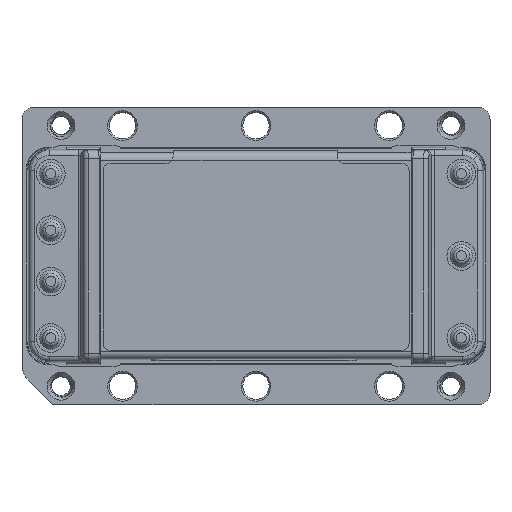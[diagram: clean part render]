
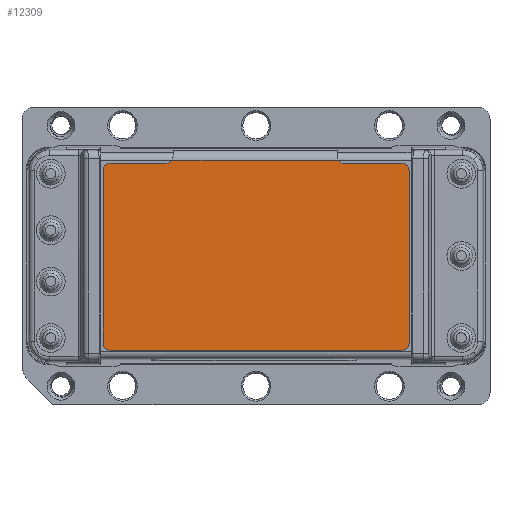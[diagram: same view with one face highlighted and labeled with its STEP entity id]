
A CAD part, top view. The second image highlights one B-rep face of the part: STEP entity #12309.
In plain terms, the highlighted planar face has unit normal (0, 0, 1).
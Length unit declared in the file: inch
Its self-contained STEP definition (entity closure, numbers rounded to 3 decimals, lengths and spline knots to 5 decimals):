
#5347 = DIRECTION ( 'NONE',  ( 0., 1., 0. ) ) ;
#5348 = DIRECTION ( 'NONE',  ( 0., 0., -1. ) ) ;
#5349 = CARTESIAN_POINT ( 'NONE',  ( -0.50852, 1.79868, -0.02891 ) ) ;
#5350 = AXIS2_PLACEMENT_3D ( 'NONE', #5349, #5348, #5347 ) ;
#5351 = CIRCLE ( 'NONE', #5350, 0.035 ) ;
#5376 = CARTESIAN_POINT ( 'NONE',  ( -0.53831, 1.7803, -0.02891 ) ) ;
#8234 = CARTESIAN_POINT ( 'NONE',  ( -0.22852, 1.76368, -0.02891 ) ) ;
#8306 = CIRCLE ( 'NONE', #8350, 0.035 ) ;
#8308 = DIRECTION ( 'NONE',  ( 0., 0., 1. ) ) ;
#8314 = CARTESIAN_POINT ( 'NONE',  ( -0.22852, 0.88868, -0.02891 ) ) ;
#8328 = CARTESIAN_POINT ( 'NONE',  ( -0.22852, 1.72868, -0.02891 ) ) ;
#8329 = DIRECTION ( 'NONE',  ( 0., -1., 0. ) ) ;
#8330 = DIRECTION ( 'NONE',  ( 0., 0., 1. ) ) ;
#8341 = DIRECTION ( 'NONE',  ( 0., -1., 0. ) ) ;
#8343 = AXIS2_PLACEMENT_3D ( 'NONE', #8314, #8330, #8329 ) ;
#8350 = AXIS2_PLACEMENT_3D ( 'NONE', #8328, #8308, #8341 ) ;
#8540 = CARTESIAN_POINT ( 'NONE',  ( -1.68452, 0.88868, -0.02891 ) ) ;
#8545 = CARTESIAN_POINT ( 'NONE',  ( -0.22852, 0.85368, -0.02891 ) ) ;
#8562 = CIRCLE ( 'NONE', #8343, 0.035 ) ;
#8596 = CARTESIAN_POINT ( 'NONE',  ( -1.64952, 0.85368, -0.02891 ) ) ;
#8601 = CARTESIAN_POINT ( 'NONE',  ( -0.19352, 0.88868, -0.02891 ) ) ;
#8613 = AXIS2_PLACEMENT_3D ( 'NONE', #8672, #8708, #8707 ) ;
#8672 = CARTESIAN_POINT ( 'NONE',  ( -1.37852, 1.79868, -0.02891 ) ) ;
#8677 = CIRCLE ( 'NONE', #8613, 0.035 ) ;
#8707 = DIRECTION ( 'NONE',  ( 0., 1., 0. ) ) ;
#8708 = DIRECTION ( 'NONE',  ( 0., 0., -1. ) ) ;
#8738 = CIRCLE ( 'NONE', #8776, 0.035 ) ;
#8774 = DIRECTION ( 'NONE',  ( 0., -1., 0. ) ) ;
#8775 = DIRECTION ( 'NONE',  ( 0., 0., 1. ) ) ;
#8776 = AXIS2_PLACEMENT_3D ( 'NONE', #8777, #8775, #8774 ) ;
#8777 = CARTESIAN_POINT ( 'NONE',  ( -1.64952, 0.88868, -0.02891 ) ) ;
#8814 = DIRECTION ( 'NONE',  ( 1., 0., 0. ) ) ;
#8815 = VECTOR ( 'NONE', #8814, 39.37008 ) ;
#8816 = CARTESIAN_POINT ( 'NONE',  ( -1.64952, 0.85368, -0.02891 ) ) ;
#8817 = LINE ( 'NONE', #8816, #8815 ) ;
#8818 = DIRECTION ( 'NONE',  ( 0., 1., 0. ) ) ;
#8819 = VECTOR ( 'NONE', #8818, 39.37008 ) ;
#8820 = CARTESIAN_POINT ( 'NONE',  ( -0.19352, 1.72868, -0.02891 ) ) ;
#8824 = LINE ( 'NONE', #8820, #8819 ) ;
#8846 = CARTESIAN_POINT ( 'NONE',  ( -0.19352, 1.72868, -0.02891 ) ) ;
#12309 = ADVANCED_FACE ( 'NONE', ( #26180 ), #15199, .T. ) ;
#12316 = ORIENTED_EDGE ( 'NONE', *, *, #12389, .T. ) ;
#12320 = EDGE_CURVE ( 'NONE', #13620, #13573, #18986, .T. ) ;
#12324 = VERTEX_POINT ( 'NONE', #18982 ) ;
#12330 = VERTEX_POINT ( 'NONE', #18973 ) ;
#12331 = ORIENTED_EDGE ( 'NONE', *, *, #12388, .T. ) ;
#12332 = ORIENTED_EDGE ( 'NONE', *, *, #12391, .T. ) ;
#12337 = ORIENTED_EDGE ( 'NONE', *, *, #15212, .T. ) ;
#12353 = ORIENTED_EDGE ( 'NONE', *, *, #15277, .T. ) ;
#12362 = ORIENTED_EDGE ( 'NONE', *, *, #15310, .T. ) ;
#12370 = EDGE_CURVE ( 'NONE', #13573, #12386, #19073, .T. ) ;
#12372 = EDGE_CURVE ( 'NONE', #12386, #15160, #19103, .T. ) ;
#12375 = ORIENTED_EDGE ( 'NONE', *, *, #12372, .T. ) ;
#12379 = ORIENTED_EDGE ( 'NONE', *, *, #15311, .T. ) ;
#12382 = ORIENTED_EDGE ( 'NONE', *, *, #15165, .T. ) ;
#12386 = VERTEX_POINT ( 'NONE', #19218 ) ;
#12388 = EDGE_CURVE ( 'NONE', #14971, #12324, #19221, .T. ) ;
#12389 = EDGE_CURVE ( 'NONE', #12402, #12330, #19097, .T. ) ;
#12391 = EDGE_CURVE ( 'NONE', #12324, #12402, #5351, .T. ) ;
#12396 = ORIENTED_EDGE ( 'NONE', *, *, #15006, .T. ) ;
#12400 = ORIENTED_EDGE ( 'NONE', *, *, #12370, .T. ) ;
#12402 = VERTEX_POINT ( 'NONE', #5376 ) ;
#13548 = EDGE_LOOP ( 'NONE', ( #12331, #12332, #12316, #12337, #13626, #12400, #12375, #12353, #12379, #12382, #12362, #12396 ) ) ;
#13573 = VERTEX_POINT ( 'NONE', #22815 ) ;
#13620 = VERTEX_POINT ( 'NONE', #23161 ) ;
#13626 = ORIENTED_EDGE ( 'NONE', *, *, #12320, .T. ) ;
#14971 = VERTEX_POINT ( 'NONE', #8234 ) ;
#15006 = EDGE_CURVE ( 'NONE', #15320, #14971, #8306, .T. ) ;
#15158 = VERTEX_POINT ( 'NONE', #8545 ) ;
#15160 = VERTEX_POINT ( 'NONE', #8540 ) ;
#15165 = EDGE_CURVE ( 'NONE', #15158, #15166, #8562, .T. ) ;
#15166 = VERTEX_POINT ( 'NONE', #8601 ) ;
#15172 = VERTEX_POINT ( 'NONE', #8596 ) ;
#15197 = CARTESIAN_POINT ( 'NONE',  ( -1.64952, 1.72868, -0.02891 ) ) ;
#15199 = PLANE ( 'NONE',  #15353 ) ;
#15212 = EDGE_CURVE ( 'NONE', #12330, #13620, #8677, .T. ) ;
#15277 = EDGE_CURVE ( 'NONE', #15160, #15172, #8738, .T. ) ;
#15291 = DIRECTION ( 'NONE',  ( 0., -1., 0. ) ) ;
#15310 = EDGE_CURVE ( 'NONE', #15166, #15320, #8824, .T. ) ;
#15311 = EDGE_CURVE ( 'NONE', #15172, #15158, #8817, .T. ) ;
#15320 = VERTEX_POINT ( 'NONE', #8846 ) ;
#15331 = DIRECTION ( 'NONE',  ( 0., 0., 1. ) ) ;
#15353 = AXIS2_PLACEMENT_3D ( 'NONE', #15197, #15331, #15291 ) ;
#18973 = CARTESIAN_POINT ( 'NONE',  ( -1.34873, 1.7803, -0.02891 ) ) ;
#18982 = CARTESIAN_POINT ( 'NONE',  ( -0.50852, 1.76368, -0.02891 ) ) ;
#18983 = DIRECTION ( 'NONE',  ( -1., 0., 0. ) ) ;
#18984 = VECTOR ( 'NONE', #18983, 39.37008 ) ;
#18985 = CARTESIAN_POINT ( 'NONE',  ( -1.64952, 1.76368, -0.02891 ) ) ;
#18986 = LINE ( 'NONE', #18985, #18984 ) ;
#19066 = AXIS2_PLACEMENT_3D ( 'NONE', #19096, #19095, #19094 ) ;
#19073 = CIRCLE ( 'NONE', #19066, 0.035 ) ;
#19090 = VECTOR ( 'NONE', #19150, 39.37008 ) ;
#19091 = CARTESIAN_POINT ( 'NONE',  ( -1.68452, 1.72868, -0.02891 ) ) ;
#19094 = DIRECTION ( 'NONE',  ( 0., -1., 0. ) ) ;
#19095 = DIRECTION ( 'NONE',  ( 0., 0., 1. ) ) ;
#19096 = CARTESIAN_POINT ( 'NONE',  ( -1.64952, 1.72868, -0.02891 ) ) ;
#19097 = LINE ( 'NONE', #19199, #19196 ) ;
#19103 = LINE ( 'NONE', #19091, #19090 ) ;
#19150 = DIRECTION ( 'NONE',  ( 0., -1., 0. ) ) ;
#19185 = DIRECTION ( 'NONE',  ( -1., 0., 0. ) ) ;
#19186 = CARTESIAN_POINT ( 'NONE',  ( -1.64952, 1.76368, -0.02891 ) ) ;
#19195 = DIRECTION ( 'NONE',  ( -1., 0., 0. ) ) ;
#19196 = VECTOR ( 'NONE', #19195, 39.37008 ) ;
#19199 = CARTESIAN_POINT ( 'NONE',  ( -1.64952, 1.7803, -0.02891 ) ) ;
#19202 = VECTOR ( 'NONE', #19185, 39.37008 ) ;
#19218 = CARTESIAN_POINT ( 'NONE',  ( -1.68452, 1.72868, -0.02891 ) ) ;
#19221 = LINE ( 'NONE', #19186, #19202 ) ;
#22815 = CARTESIAN_POINT ( 'NONE',  ( -1.64952, 1.76368, -0.02891 ) ) ;
#23161 = CARTESIAN_POINT ( 'NONE',  ( -1.37852, 1.76368, -0.02891 ) ) ;
#26180 = FACE_OUTER_BOUND ( 'NONE', #13548, .T. ) ;
